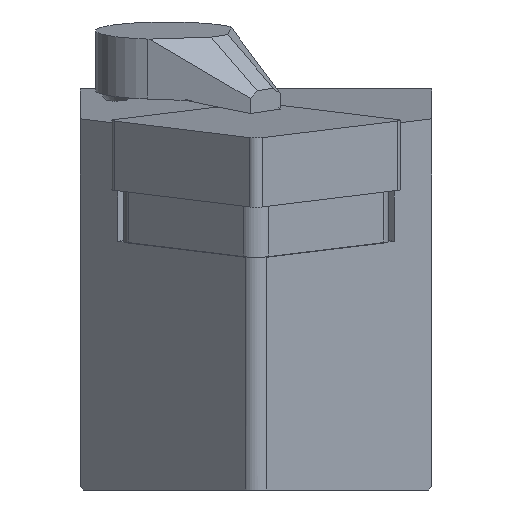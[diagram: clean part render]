
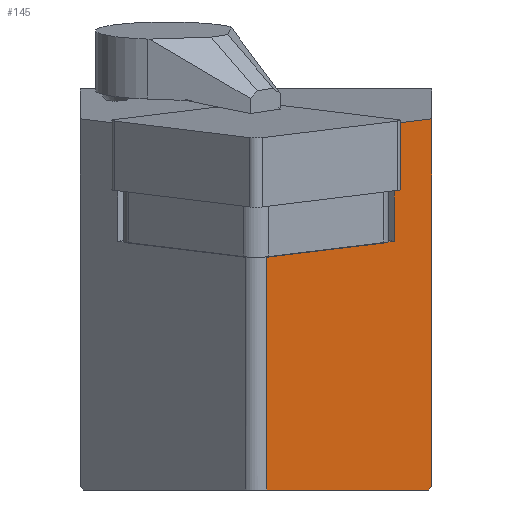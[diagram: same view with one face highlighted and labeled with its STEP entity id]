
A CAD part, left-side view. The second image highlights one B-rep face of the part: STEP entity #145.
In plain terms, the highlighted planar face has unit normal (-0.702, -0.707, -0.086).
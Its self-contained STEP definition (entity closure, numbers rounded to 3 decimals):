
#79=FACE_OUTER_BOUND('',#299,.T.);
#145=ADVANCED_FACE('',(#79),#212,.F.);
#212=PLANE('',#1203);
#299=EDGE_LOOP('',(#416,#417,#418,#419,#420,#421,#422,#423));
#416=ORIENTED_EDGE('',*,*,#793,.T.);
#417=ORIENTED_EDGE('',*,*,#828,.F.);
#418=ORIENTED_EDGE('',*,*,#829,.F.);
#419=ORIENTED_EDGE('',*,*,#830,.T.);
#420=ORIENTED_EDGE('',*,*,#831,.F.);
#421=ORIENTED_EDGE('',*,*,#832,.F.);
#422=ORIENTED_EDGE('',*,*,#811,.F.);
#423=ORIENTED_EDGE('',*,*,#783,.F.);
#681=VERTEX_POINT('',#1622);
#682=VERTEX_POINT('',#1624);
#691=VERTEX_POINT('',#1643);
#705=VERTEX_POINT('',#1681);
#716=VERTEX_POINT('',#1713);
#717=VERTEX_POINT('',#1715);
#718=VERTEX_POINT('',#1717);
#719=VERTEX_POINT('',#1719);
#783=EDGE_CURVE('',#681,#682,#944,.T.);
#793=EDGE_CURVE('',#681,#691,#952,.T.);
#811=EDGE_CURVE('',#682,#705,#968,.T.);
#828=EDGE_CURVE('',#716,#691,#983,.T.);
#829=EDGE_CURVE('',#717,#716,#984,.T.);
#830=EDGE_CURVE('',#717,#718,#985,.T.);
#831=EDGE_CURVE('',#719,#718,#986,.T.);
#832=EDGE_CURVE('',#705,#719,#987,.T.);
#944=LINE('',#1623,#1066);
#952=LINE('',#1644,#1074);
#968=LINE('',#1680,#1090);
#983=LINE('',#1712,#1105);
#984=LINE('',#1714,#1106);
#985=LINE('',#1716,#1107);
#986=LINE('',#1718,#1108);
#987=LINE('',#1720,#1109);
#1066=VECTOR('',#1293,1.);
#1074=VECTOR('',#1307,1.);
#1090=VECTOR('',#1337,1.);
#1105=VECTOR('',#1364,1.);
#1106=VECTOR('',#1365,1.);
#1107=VECTOR('',#1366,1.);
#1108=VECTOR('',#1367,1.);
#1109=VECTOR('',#1368,1.);
#1203=AXIS2_PLACEMENT_3D('',#1721,#1369,#1370);
#1293=DIRECTION('',(0.702,-0.707,0.086));
#1307=DIRECTION('',(0.122,0.,-0.993));
#1337=DIRECTION('',(0.122,0.,-0.993));
#1364=DIRECTION('',(0.702,-0.707,0.086));
#1365=DIRECTION('',(0.702,-0.707,0.086));
#1366=DIRECTION('',(0.122,0.,-0.993));
#1367=DIRECTION('',(-0.71,0.704,0.));
#1368=DIRECTION('',(-0.53,0.599,-0.599));
#1369=DIRECTION('',(0.702,0.707,0.086));
#1370=DIRECTION('',(-0.71,0.704,0.));
#1622=CARTESIAN_POINT('',(13.547,-28.587,1.361));
#1623=CARTESIAN_POINT('',(16.935,-32.,1.777));
#1624=CARTESIAN_POINT('',(16.935,-32.,1.777));
#1643=CARTESIAN_POINT('',(14.864,-28.587,-9.368));
#1644=CARTESIAN_POINT('',(13.036,-28.587,5.52));
#1680=CARTESIAN_POINT('',(22.992,-32.,-47.552));
#1681=CARTESIAN_POINT('',(21.045,-32.,-31.7));
#1712=CARTESIAN_POINT('',(18.252,-32.,-8.952));
#1713=CARTESIAN_POINT('',(14.285,-28.003,-9.439));
#1714=CARTESIAN_POINT('',(18.252,-32.,-8.952));
#1715=CARTESIAN_POINT('',(3.354,-16.99,-10.782));
#1716=CARTESIAN_POINT('',(8.094,-16.99,-49.382));
#1717=CARTESIAN_POINT('',(5.959,-16.99,-32.));
#1718=CARTESIAN_POINT('',(22.044,-32.955,-32.));
#1719=CARTESIAN_POINT('',(20.78,-31.7,-32.));
#1720=CARTESIAN_POINT('',(16.553,-26.922,-36.778));
#1721=CARTESIAN_POINT('',(22.992,-32.,-47.552));
